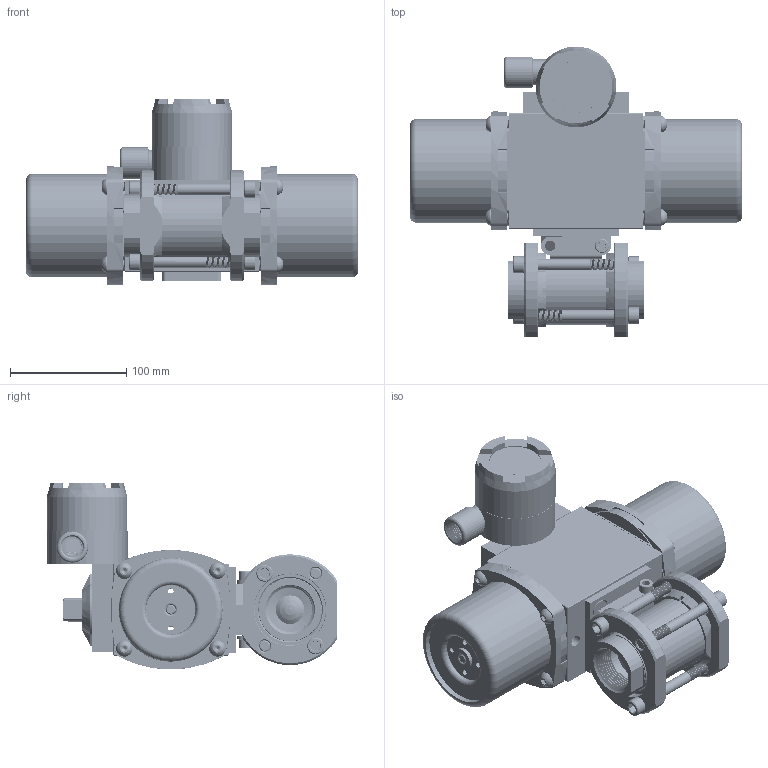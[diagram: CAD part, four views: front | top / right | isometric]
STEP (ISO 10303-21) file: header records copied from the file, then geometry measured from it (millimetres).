
FILE_DESCRIPTION (( 'STEP AP203' ), '1' );
FILE_NAME ('21XXSESA522SRLS.step', '2018-03-15T11:46:01', ( '' ), ( '' ), 'SwSTEP 2.0', 'SolidWorks 2017', '' );
FILE_SCHEMA (( 'CONFIG_CONTROL_DESIGN' ));
Products named in the file (1): 21XXSESA522SRLS
Bounding box: 285.09 x 249.71 x 160.36 mm (x, y, z)
Volume: 1465966.3 mm3; surface area: 579473.5 mm2
Topology: 58 solids, 58 shells, 5045 faces, 13156 edges, 8276 vertices
Faces by surface type: cylinder 2255, cone 1594, plane 918, torus 185, bspline 75, sphere 18
Entity records: 199339 total; most frequent: CARTESIAN_POINT 75921, DIRECTION 26961, ORIENTED_EDGE 26084, EDGE_CURVE 13042, AXIS2_PLACEMENT_3D 10789, VERTEX_POINT 8272, CIRCLE 5818, EDGE_LOOP 5436
